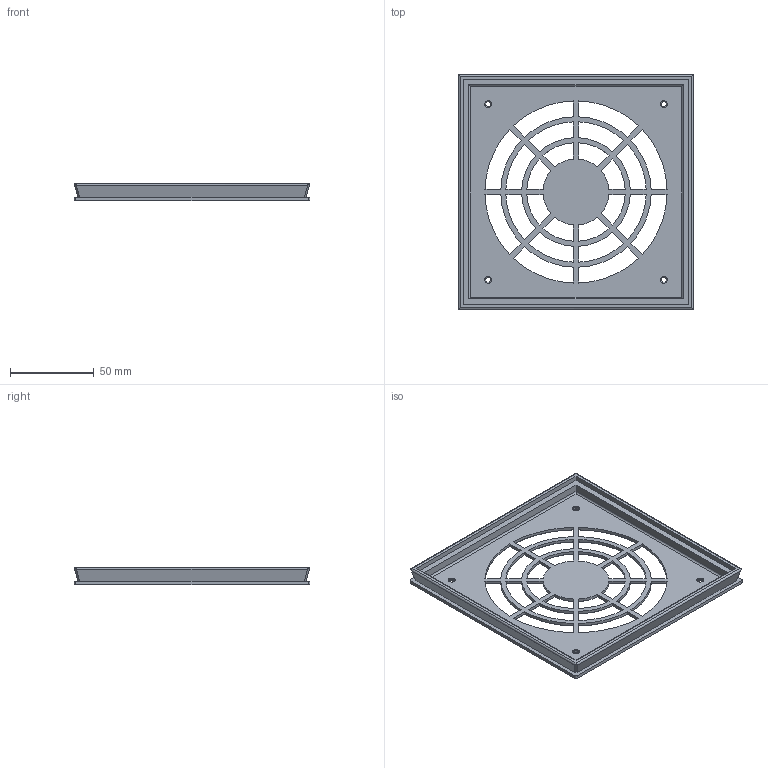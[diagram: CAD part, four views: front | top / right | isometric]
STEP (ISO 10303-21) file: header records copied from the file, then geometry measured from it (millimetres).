
FILE_DESCRIPTION (( 'STEP AP203' ), '1' );
FILE_NAME ('u1-120mm-fan-holder-base-v4.STEP', '2023-10-23T19:50:16', ( '' ), ( '' ), 'SwSTEP 2.0', 'SolidWorks 2022', '' );
FILE_SCHEMA (( 'CONFIG_CONTROL_DESIGN' ));
Length unit declared in the file: millimetre
Products named in the file (1): u1-120mm-fan-holder-base-v4
Bounding box: 141 x 141 x 10.5 mm (x, y, z)
Volume: 46283.5 mm3; surface area: 41955.2 mm2
Topology: 1 solids, 1 shells, 254 faces, 631 edges, 382 vertices
Faces by surface type: plane 121, cylinder 69, cone 64
Entity records: 7696 total; most frequent: CARTESIAN_POINT 1610, ORIENTED_EDGE 1262, DIRECTION 1211, EDGE_CURVE 631, AXIS2_PLACEMENT_3D 439, VERTEX_POINT 382, VECTOR 333, LINE 333
